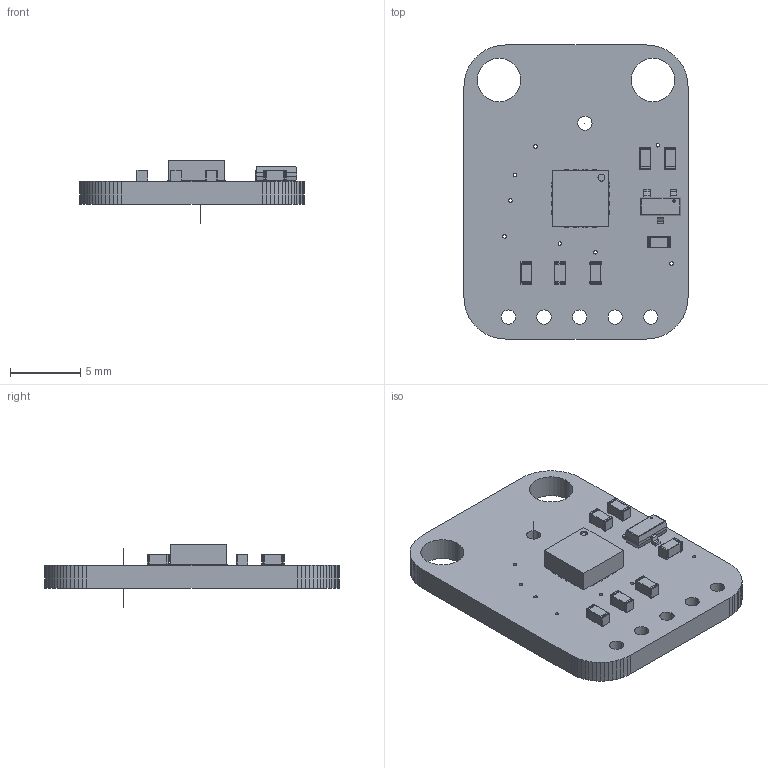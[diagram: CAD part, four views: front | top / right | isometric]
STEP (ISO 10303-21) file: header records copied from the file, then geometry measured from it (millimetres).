
FILE_DESCRIPTION(('PCB Model'),'2;1');
FILE_NAME('EVE ADXL335_2.STEP', '2021-06-14T09:57:27',('pritesh'),('Unspecified'), 'Open CASCADE STEP processor 6.8','Proteus','Unknown');
FILE_SCHEMA(('AUTOMOTIVE_DESIGN { 1 0 10303 214 1 1 1 1 }'));
Length unit declared in the file: millimetre
Products named in the file (57): Open CASCADE STEP translator 6.8 2; Layer_1; U1; Open CASCADE STEP translator 6.8 2.2.1; Body_1; =>[0:1:1:2]; =>[0:1:1:3]; =>[0:1:1:4]; SOLID; =>[0:1:1:5]; U2; Open CASCADE STEP translator 6.8 2.3.1; C5; Open CASCADE STEP translator 6.8 2.4.1; Part_3; Part_2; Part_1; C1; Open CASCADE STEP translator 6.8 2.5.1; C6; Open CASCADE STEP translator 6.8 2.6.1; ST; Open CASCADE STEP translator 6.8 2.7.1; Pin_1; C2; Open CASCADE STEP translator 6.8 2.8.1; C3; Open CASCADE STEP translator 6.8 2.9.1; C4; Open CASCADE STEP translator 6.8 2.10.1
Assembly tree (71 placements, depth 6):
  Open CASCADE STEP translator 6.8 2
    Layer_1
    U1
      Open CASCADE STEP translator 6.8 2.2.1
        Body_1
          =>[0:1:1:2]
          =>[0:1:1:3]
          =>[0:1:1:4]
            SOLID
            SOLID
            SOLID
            SOLID
            SOLID
            SOLID
            SOLID
            SOLID
          =>[0:1:1:5]
            SOLID
            SOLID
            SOLID
            SOLID
            SOLID
            SOLID
            SOLID
            SOLID
    U2
      Open CASCADE STEP translator 6.8 2.3.1
        Body_1
          =>[0:1:1:2]
          =>[0:1:1:3]
            SOLID
            SOLID
          =>[0:1:1:4]
    C5
      Open CASCADE STEP translator 6.8 2.4.1
        Body_1
          Part_3
          Part_2
          Part_1
    C1
      Open CASCADE STEP translator 6.8 2.5.1
        Body_1
          Part_3
          Part_2
          Part_1
    C6
      Open CASCADE STEP translator 6.8 2.6.1
        Body_1
          Part_3
          Part_2
          Part_1
    ST
      Open CASCADE STEP translator 6.8 2.7.1
        Pin_1
    C2
      Open CASCADE STEP translator 6.8 2.8.1
        Body_1
          Part_3
          Part_2
          Part_1
Bounding box: 16 x 21 x 4.5 mm (x, y, z)
Volume: 539.6 mm3; surface area: 952.2 mm2
Topology: 42 solids, 42 shells, 559 faces, 1309 edges, 784 vertices
Faces by surface type: plane 316, cylinder 191, sphere 52
Entity records: 11839 total; most frequent: DIRECTION 1734, CARTESIAN_POINT 1709, ORIENTED_EDGE 1554, EDGE_CURVE 777, LINE 580, VECTOR 580, AXIS2_PLACEMENT_3D 577, VERTEX_POINT 504
